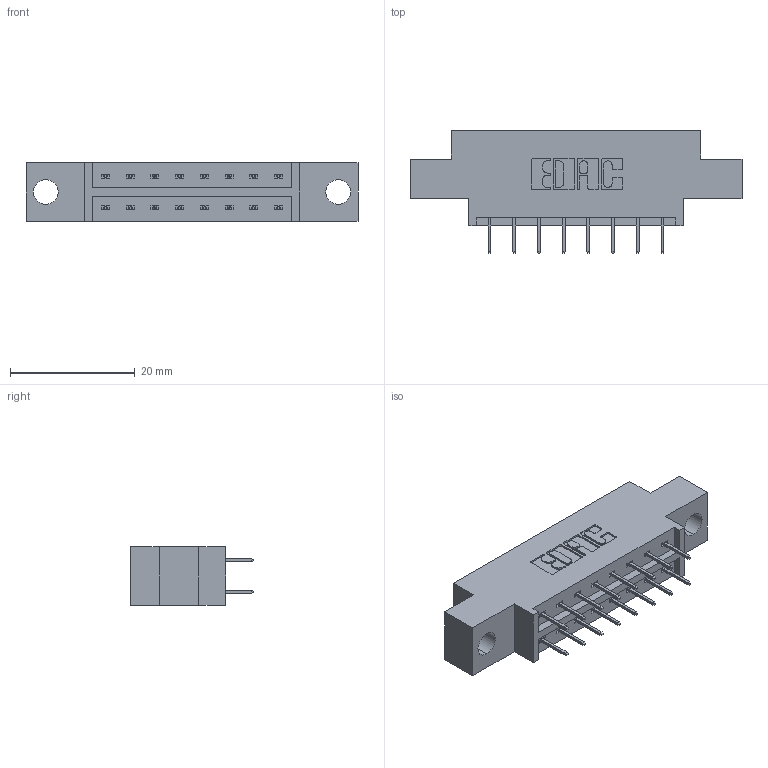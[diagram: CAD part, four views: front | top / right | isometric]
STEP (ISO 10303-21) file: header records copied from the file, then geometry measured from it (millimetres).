
FILE_DESCRIPTION (( 'STEP AP203' ), '1' );
FILE_NAME ('833-016-524-804.STEP', '2020-05-31T17:39:12', ( '' ), ( '' ), 'SwSTEP 2.0', 'SolidWorks 2020', '' );
FILE_SCHEMA (( 'CONFIG_CONTROL_DESIGN' ));
Length unit declared in the file: inch
Products named in the file (3): 833-016-524-804; 833 Part_Offset - .156 Dia - TH; 345-292-001_345-293-124
Assembly tree (17 placements, depth 2):
  833-016-524-804
    833 Part_Offset - .156 Dia - TH
    345-292-001_345-293-124  x16
Bounding box: 53.24 x 19.69 x 9.4 mm (x, y, z)
Volume: 4777.5 mm3; surface area: 5230.5 mm2
Topology: 17 solids, 17 shells, 1014 faces, 2867 edges, 1846 vertices
Faces by surface type: plane 746, cylinder 268
Entity records: 9753 total; most frequent: CARTESIAN_POINT 1658, ORIENTED_EDGE 1594, DIRECTION 1477, EDGE_CURVE 797, LINE 673, VECTOR 673, VERTEX_POINT 526, AXIS2_PLACEMENT_3D 402
